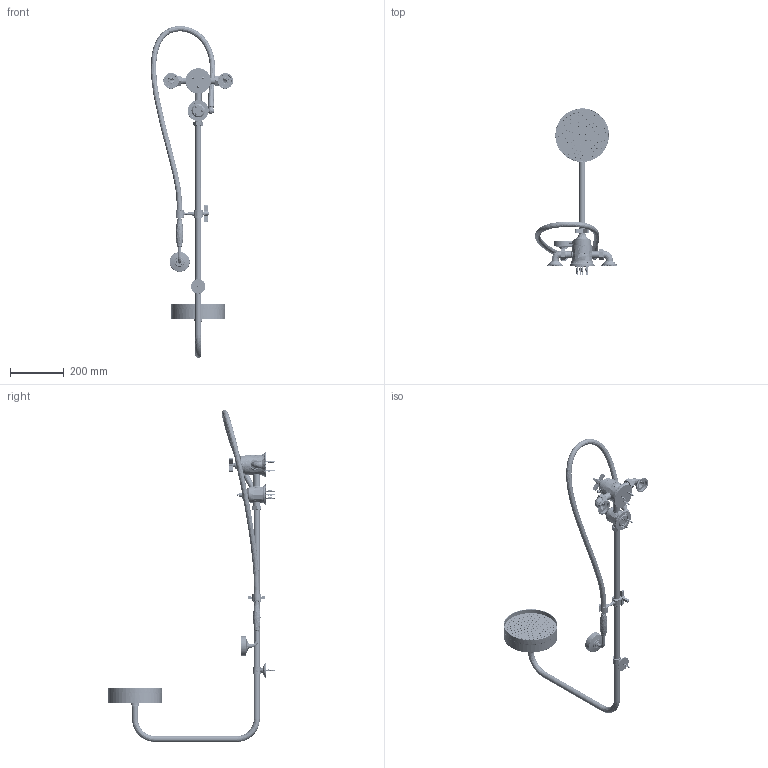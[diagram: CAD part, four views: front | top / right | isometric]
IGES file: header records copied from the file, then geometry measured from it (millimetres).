
Global section: file name: V6KA5XX; native system: Autodesk Inventor 2018; preprocessor: unknown; author: adaniels; date: 20171023.122258; units: millimetre
Bounding box: 306.68 x 625.1 x 1238.02 mm (x, y, z)
Volume: 2461417.7 mm3; surface area: 852907.2 mm2
Topology: 128 solids, 142 shells, 6999 faces, 18298 edges, 12141 vertices
Faces by surface type: bspline 6999
